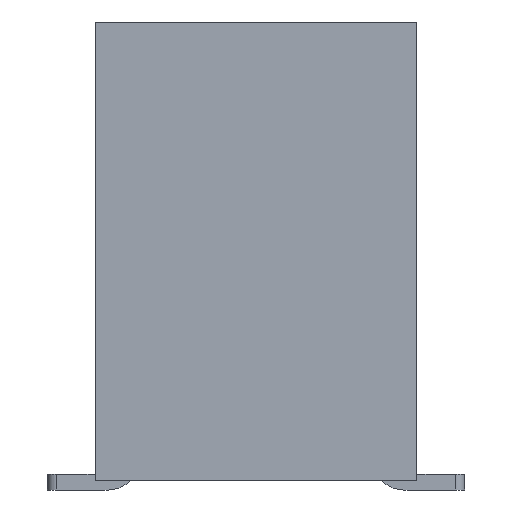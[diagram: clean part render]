
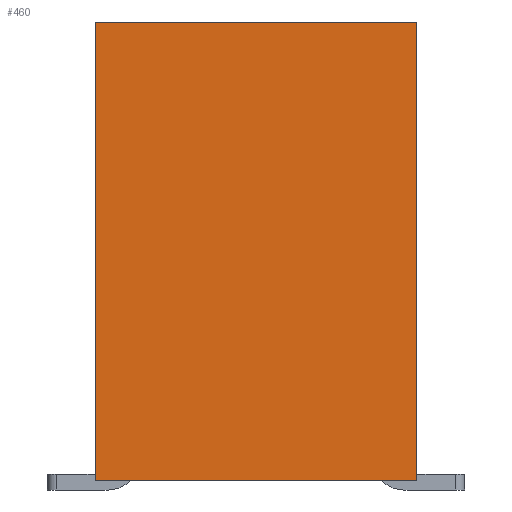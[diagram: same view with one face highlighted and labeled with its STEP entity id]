
A CAD part, left-side view. The second image highlights one B-rep face of the part: STEP entity #460.
In plain terms, the highlighted planar face has unit normal (-1, 0, 0).
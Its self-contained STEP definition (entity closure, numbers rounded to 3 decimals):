
#460=ADVANCED_FACE('',(#2206),#1350,.T.);
#1350=PLANE('',#17247);
#2206=FACE_OUTER_BOUND('',#3162,.T.);
#3162=EDGE_LOOP('',(#4636,#4637,#4638,#4639));
#4636=ORIENTED_EDGE('',*,*,#11027,.T.);
#4637=ORIENTED_EDGE('',*,*,#10953,.T.);
#4638=ORIENTED_EDGE('',*,*,#11043,.F.);
#4639=ORIENTED_EDGE('',*,*,#11044,.T.);
#9379=VERTEX_POINT('',#23802);
#9381=VERTEX_POINT('',#23806);
#9442=VERTEX_POINT('',#23943);
#9454=VERTEX_POINT('',#23972);
#10953=EDGE_CURVE('',#9379,#9381,#13379,.T.);
#11027=EDGE_CURVE('',#9442,#9379,#13453,.T.);
#11043=EDGE_CURVE('',#9454,#9381,#13469,.T.);
#11044=EDGE_CURVE('',#9454,#9442,#13470,.T.);
#13379=LINE('',#23807,#15533);
#13453=LINE('',#23942,#15607);
#13469=LINE('',#23971,#15623);
#13470=LINE('',#23973,#15624);
#15533=VECTOR('',#18884,1.);
#15607=VECTOR('',#18960,1.);
#15623=VECTOR('',#18978,1.);
#15624=VECTOR('',#18979,1.);
#17247=AXIS2_PLACEMENT_3D('',#23974,#18980,#18981);
#18884=DIRECTION('',(0.,1.,0.));
#18960=DIRECTION('',(0.,0.,1.));
#18978=DIRECTION('',(0.,0.,1.));
#18979=DIRECTION('',(0.,-1.,0.));
#18980=DIRECTION('',(-1.,0.,0.));
#18981=DIRECTION('',(0.,0.,1.));
#23802=CARTESIAN_POINT('',(0.,0.,6.8));
#23806=CARTESIAN_POINT('',(0.,5.08,6.8));
#23807=CARTESIAN_POINT('',(0.,2.54,6.8));
#23942=CARTESIAN_POINT('',(0.,0.,0.));
#23943=CARTESIAN_POINT('',(0.,0.,-0.45));
#23971=CARTESIAN_POINT('',(0.,5.08,0.));
#23972=CARTESIAN_POINT('',(0.,5.08,-0.45));
#23973=CARTESIAN_POINT('',(0.,5.08,-0.45));
#23974=CARTESIAN_POINT('',(0.,2.54,0.));
